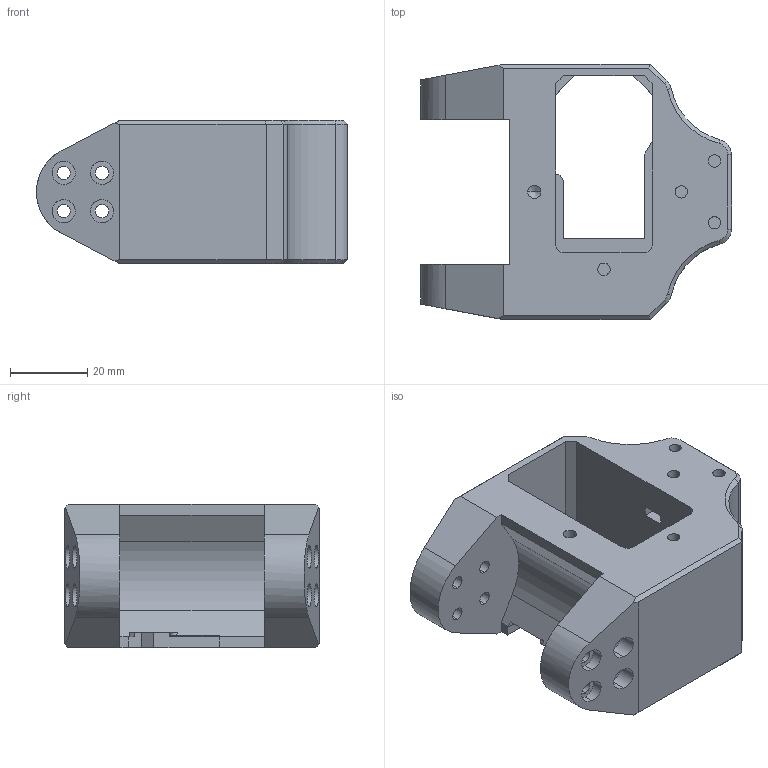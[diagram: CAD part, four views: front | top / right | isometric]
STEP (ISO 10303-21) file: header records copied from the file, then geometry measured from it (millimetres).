
FILE_DESCRIPTION (( 'STEP AP214' ), '1' );
FILE_NAME ('gripper_base.STEP', '2025-05-27T14:01:22', ( '' ), ( '' ), 'SwSTEP 2.0', 'SolidWorks 2025', '' );
FILE_SCHEMA (( 'AUTOMOTIVE_DESIGN' ));
Length unit declared in the file: millimetre
Products named in the file (1): gripper_base_default
Bounding box: 80.44 x 66 x 37 mm (x, y, z)
Volume: 85262.1 mm3; surface area: 23540.2 mm2
Topology: 1 solids, 1 shells, 205 faces, 516 edges, 332 vertices
Faces by surface type: plane 108, cylinder 78, cone 18, bspline 1
Entity records: 6326 total; most frequent: CARTESIAN_POINT 1271, DIRECTION 1049, ORIENTED_EDGE 1024, EDGE_CURVE 512, AXIS2_PLACEMENT_3D 357, VECTOR 335, LINE 335, VERTEX_POINT 332
